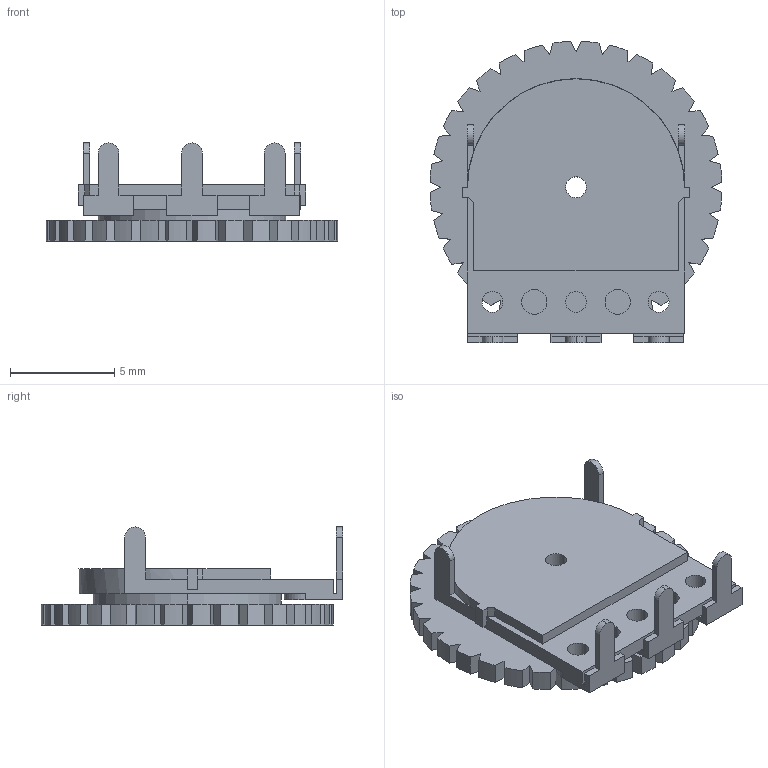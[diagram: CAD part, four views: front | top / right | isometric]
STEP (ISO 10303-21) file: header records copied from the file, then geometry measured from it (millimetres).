
FILE_DESCRIPTION (( 'STEP AP214' ), '1' );
FILE_NAME ('A43D8B5B-743B-4972-99E5-D186F3CF665D.STEP', '2023-02-26T02:49:34', ( '' ), ( '' ), 'SwSTEP 2.0', 'SolidWorks 2022', '' );
FILE_SCHEMA (( 'AUTOMOTIVE_DESIGN' ));
Length unit declared in the file: millimetre
Products named in the file (1): A43D8B5B-743B-4972-99E5-D186F3CF665D
Bounding box: 13.99 x 14.44 x 4.7 mm (x, y, z)
Volume: 306.5 mm3; surface area: 614.7 mm2
Topology: 1 solids, 1 shells, 201 faces, 572 edges, 379 vertices
Faces by surface type: plane 132, cylinder 69
Entity records: 7974 total; most frequent: CARTESIAN_POINT 1153, ORIENTED_EDGE 1144, DIRECTION 1116, EDGE_CURVE 572, VECTOR 432, LINE 432, VERTEX_POINT 379, AXIS2_PLACEMENT_3D 342
